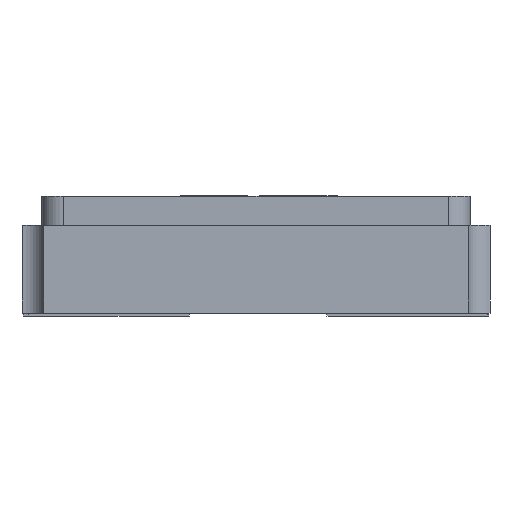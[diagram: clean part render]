
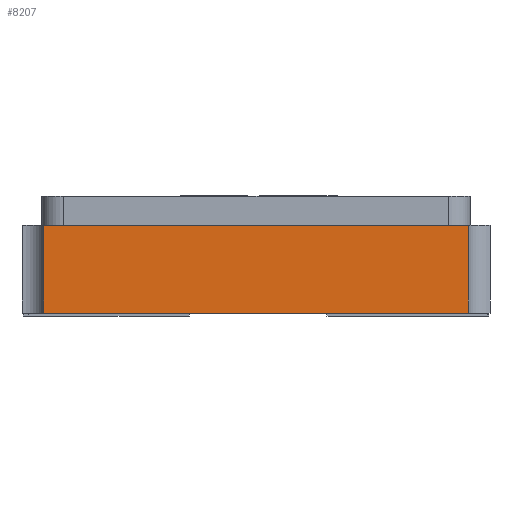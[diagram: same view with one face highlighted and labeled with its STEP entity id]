
A CAD part, front view. The second image highlights one B-rep face of the part: STEP entity #8207.
In plain terms, the highlighted planar face has unit normal (0, -1, 0).
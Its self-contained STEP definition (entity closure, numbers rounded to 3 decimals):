
#2681 = VERTEX_POINT ( 'NONE', #2912 ) ;
#2698 = EDGE_CURVE ( 'NONE', #9360, #2681, #7045, .T. ) ;
#2912 = CARTESIAN_POINT ( 'NONE',  ( 1.45, -1.25, 0.02 ) ) ;
#3675 = DIRECTION ( 'NONE',  ( 0., 0., 1. ) ) ;
#3828 = EDGE_CURVE ( 'NONE', #12494, #2681, #12557, .T. ) ;
#4165 = ORIENTED_EDGE ( 'NONE', *, *, #3828, .T. ) ;
#4366 = CARTESIAN_POINT ( 'NONE',  ( -1.45, -1.25, 0.02 ) ) ;
#4500 = DIRECTION ( 'NONE',  ( 0., 1., 0. ) ) ;
#4797 = EDGE_LOOP ( 'NONE', ( #12990, #4165, #6107, #9223 ) ) ;
#5376 = CARTESIAN_POINT ( 'NONE',  ( -1.6, -1.25, 0.02 ) ) ;
#5548 = FACE_OUTER_BOUND ( 'NONE', #4797, .T. ) ;
#6107 = ORIENTED_EDGE ( 'NONE', *, *, #2698, .F. ) ;
#7045 = LINE ( 'NONE', #7819, #9989 ) ;
#7689 = CARTESIAN_POINT ( 'NONE',  ( -1.6, -1.25, 0.62 ) ) ;
#7819 = CARTESIAN_POINT ( 'NONE',  ( 1.45, -1.25, 1.2 ) ) ;
#8207 = ADVANCED_FACE ( 'NONE', ( #5548 ), #12911, .F. ) ;
#8252 = LINE ( 'NONE', #12397, #9853 ) ;
#8473 = CARTESIAN_POINT ( 'NONE',  ( -1.45, -1.25, 1.2 ) ) ;
#9040 = DIRECTION ( 'NONE',  ( 0., 0., -1. ) ) ;
#9171 = VECTOR ( 'NONE', #12608, 1000. ) ;
#9223 = ORIENTED_EDGE ( 'NONE', *, *, #10619, .F. ) ;
#9305 = VECTOR ( 'NONE', #9504, 1000. ) ;
#9360 = VERTEX_POINT ( 'NONE', #13312 ) ;
#9486 = LINE ( 'NONE', #8473, #9171 ) ;
#9504 = DIRECTION ( 'NONE',  ( 1., 0., 0. ) ) ;
#9710 = EDGE_CURVE ( 'NONE', #12494, #12669, #9486, .T. ) ;
#9853 = VECTOR ( 'NONE', #12466, 1000. ) ;
#9989 = VECTOR ( 'NONE', #9040, 1000. ) ;
#10619 = EDGE_CURVE ( 'NONE', #12669, #9360, #8252, .T. ) ;
#12397 = CARTESIAN_POINT ( 'NONE',  ( -1.6, -1.25, 0.62 ) ) ;
#12462 = CARTESIAN_POINT ( 'NONE',  ( -1.45, -1.25, 0.62 ) ) ;
#12466 = DIRECTION ( 'NONE',  ( 1., 0., 0. ) ) ;
#12494 = VERTEX_POINT ( 'NONE', #4366 ) ;
#12557 = LINE ( 'NONE', #5376, #9305 ) ;
#12608 = DIRECTION ( 'NONE',  ( 0., 0., 1. ) ) ;
#12669 = VERTEX_POINT ( 'NONE', #12462 ) ;
#12842 = AXIS2_PLACEMENT_3D ( 'NONE', #7689, #4500, #3675 ) ;
#12911 = PLANE ( 'NONE',  #12842 ) ;
#12990 = ORIENTED_EDGE ( 'NONE', *, *, #9710, .F. ) ;
#13312 = CARTESIAN_POINT ( 'NONE',  ( 1.45, -1.25, 0.62 ) ) ;
